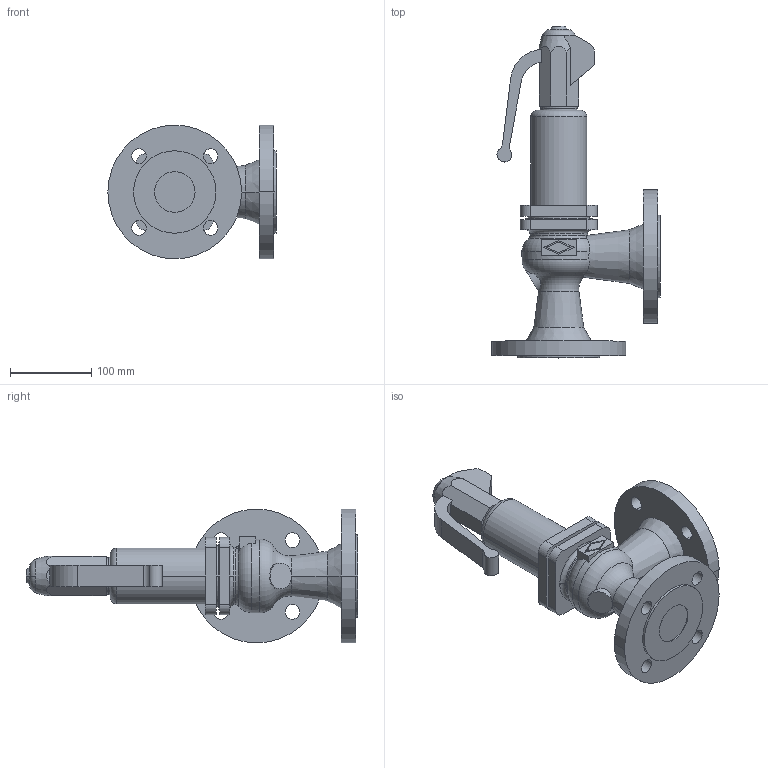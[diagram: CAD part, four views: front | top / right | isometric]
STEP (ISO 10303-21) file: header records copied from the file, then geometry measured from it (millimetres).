
FILE_DESCRIPTION(('Creo Elements/Direct Modeling STEP Export'),'2;1');
FILE_NAME('c000000873.stp','2013-12-03T 9:23:43',(''),(''),'Creo Elements/Direct Modeling STEP processor for AP214 (Solid Model)','Creo Elements/Direct Modeling 17.0D 15-Jul-2011 (C) Parametric Technology GmbH','');
FILE_SCHEMA(('AUTOMOTIVE_DESIGN { 1 0 10303 214 1 1 1 1 }'));
Length unit declared in the file: millimetre
Products named in the file (1): 1
Bounding box: 207.5 x 409.5 x 165 mm (x, y, z)
Volume: 2470807.5 mm3; surface area: 233487.7 mm2
Topology: 1 solids, 1 shells, 147 faces, 372 edges, 245 vertices
Faces by surface type: plane 63, cylinder 57, cone 14, torus 13
Entity records: 4632 total; most frequent: CARTESIAN_POINT 1064, ORIENTED_EDGE 744, DIRECTION 694, EDGE_CURVE 372, AXIS2_PLACEMENT_3D 262, VERTEX_POINT 245, EDGE_LOOP 181, VECTOR 170
